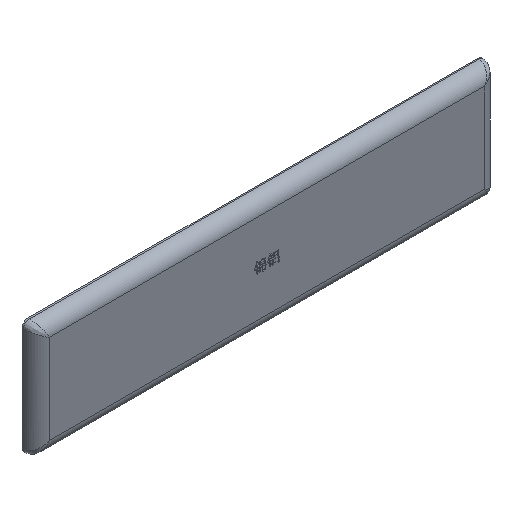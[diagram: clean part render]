
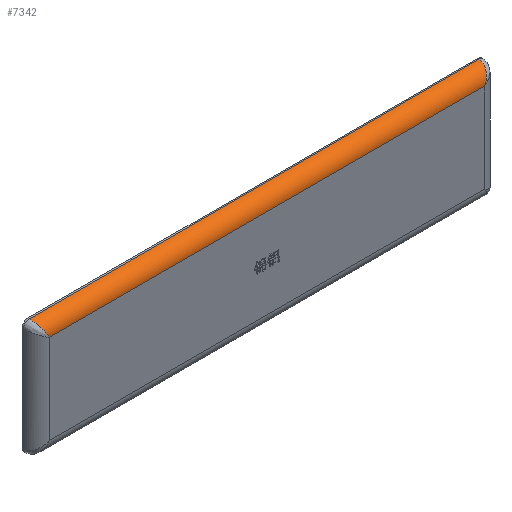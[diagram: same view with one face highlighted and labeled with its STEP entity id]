
A CAD part, isometric view. The second image highlights one B-rep face of the part: STEP entity #7342.
In plain terms, the highlighted cylindrical face has radius 4.5 mm (diameter 9 mm), a partial arc.
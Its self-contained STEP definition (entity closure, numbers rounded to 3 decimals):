
#84 = CARTESIAN_POINT ( 'NONE',  ( 76.759, 0.568, 17.766 ) ) ;
#174 = VECTOR ( 'NONE', #4184, 1000. ) ;
#224 = CARTESIAN_POINT ( 'NONE',  ( -77.878, 3.112, 19.781 ) ) ;
#243 = CARTESIAN_POINT ( 'NONE',  ( -77.271, 1.324, 18.688 ) ) ;
#272 = CARTESIAN_POINT ( 'NONE',  ( -76.422, 0.317, 17.16 ) ) ;
#295 = CARTESIAN_POINT ( 'NONE',  ( -75.855, 0.042, 16.139 ) ) ;
#439 = CYLINDRICAL_SURFACE ( 'NONE', #2077, 4.5 ) ;
#464 = EDGE_CURVE ( 'NONE', #7307, #5361, #1707, .T. ) ;
#647 = CARTESIAN_POINT ( 'NONE',  ( 78., 4.5, 20. ) ) ;
#674 = CARTESIAN_POINT ( 'NONE',  ( 75.827, 0., 16.089 ) ) ;
#813 = CARTESIAN_POINT ( 'NONE',  ( -77.839, 2.912, 19.711 ) ) ;
#839 = CARTESIAN_POINT ( 'NONE',  ( -77.035, 0.936, 18.265 ) ) ;
#856 = CARTESIAN_POINT ( 'NONE',  ( -76.281, 0.223, 16.907 ) ) ;
#874 = CARTESIAN_POINT ( 'NONE',  ( -75.5, 0., 15.5 ) ) ;
#1394 = CARTESIAN_POINT ( 'NONE',  ( -77.688, 2.304, 19.439 ) ) ;
#1401 = CARTESIAN_POINT ( 'NONE',  ( 75.5, 0., 15.5 ) ) ;
#1412 = CARTESIAN_POINT ( 'NONE',  ( -76.749, 0.599, 17.748 ) ) ;
#1437 = CARTESIAN_POINT ( 'NONE',  ( -76.125, 0.142, 16.625 ) ) ;
#1562 = EDGE_CURVE ( 'NONE', #5361, #2411, #5834, .T. ) ;
#1707 = LINE ( 'NONE', #3731, #174 ) ;
#1797 = CARTESIAN_POINT ( 'NONE',  ( 77.92, 3.333, 19.856 ) ) ;
#1967 = CARTESIAN_POINT ( 'NONE',  ( -77.499, 1.793, 19.098 ) ) ;
#1994 = CARTESIAN_POINT ( 'NONE',  ( -78., 4.5, 15.5 ) ) ;
#1999 = CARTESIAN_POINT ( 'NONE',  ( -76.59, 0.449, 17.462 ) ) ;
#2019 = CARTESIAN_POINT ( 'NONE',  ( -76.031, 0.102, 16.456 ) ) ;
#2028 = EDGE_CURVE ( 'NONE', #2411, #4447, #6813, .T. ) ;
#2077 = AXIS2_PLACEMENT_3D ( 'NONE', #1994, #6447, #5898 ) ;
#2103 = CARTESIAN_POINT ( 'NONE',  ( -75.5, 0., 15.5 ) ) ;
#2150 = FACE_OUTER_BOUND ( 'NONE', #4130, .T. ) ;
#2248 = DIRECTION ( 'NONE',  ( 1., 0., 0. ) ) ;
#2369 = CARTESIAN_POINT ( 'NONE',  ( 77.747, 2.506, 19.545 ) ) ;
#2411 = VERTEX_POINT ( 'NONE', #2103 ) ;
#2531 = CARTESIAN_POINT ( 'NONE',  ( 78., 4.5, 20. ) ) ;
#2537 = CARTESIAN_POINT ( 'NONE',  ( -77.374, 1.52, 18.874 ) ) ;
#2556 = CARTESIAN_POINT ( 'NONE',  ( -76.496, 0.372, 17.292 ) ) ;
#2575 = CARTESIAN_POINT ( 'NONE',  ( -75.974, 0.082, 16.354 ) ) ;
#2926 = CARTESIAN_POINT ( 'NONE',  ( 77.488, 1.755, 19.078 ) ) ;
#3050 = CARTESIAN_POINT ( 'NONE',  ( -78., 4.221, 20. ) ) ;
#3075 = CARTESIAN_POINT ( 'NONE',  ( -77.941, 3.523, 19.895 ) ) ;
#3090 = CARTESIAN_POINT ( 'NONE',  ( -77.295, 1.368, 18.731 ) ) ;
#3114 = CARTESIAN_POINT ( 'NONE',  ( -76.439, 0.33, 17.191 ) ) ;
#3140 = CARTESIAN_POINT ( 'NONE',  ( -75.96, 0.077, 16.329 ) ) ;
#3504 = CARTESIAN_POINT ( 'NONE',  ( 77.036, 0.901, 18.265 ) ) ;
#3633 = CARTESIAN_POINT ( 'NONE',  ( -77.89, 3.18, 19.803 ) ) ;
#3663 = CARTESIAN_POINT ( 'NONE',  ( -77.276, 1.332, 18.696 ) ) ;
#3683 = CARTESIAN_POINT ( 'NONE',  ( -76.426, 0.32, 17.166 ) ) ;
#3700 = CARTESIAN_POINT ( 'NONE',  ( -75.956, 0.075, 16.32 ) ) ;
#3731 = CARTESIAN_POINT ( 'NONE',  ( -78., 4.5, 20. ) ) ;
#3811 = ORIENTED_EDGE ( 'NONE', *, *, #464, .T. ) ;
#4029 = CARTESIAN_POINT ( 'NONE',  ( 78., 4.205, 20. ) ) ;
#4046 = CARTESIAN_POINT ( 'NONE',  ( 76.154, 0.117, 16.678 ) ) ;
#4055 = EDGE_CURVE ( 'NONE', #7307, #4447, #5803, .T. ) ;
#4094 = ORIENTED_EDGE ( 'NONE', *, *, #4055, .F. ) ;
#4130 = EDGE_LOOP ( 'NONE', ( #4987, #5237, #4094, #3811 ) ) ;
#4145 = CARTESIAN_POINT ( 'NONE',  ( -78., 4.5, 20. ) ) ;
#4184 = DIRECTION ( 'NONE',  ( -1., 0., 0. ) ) ;
#4202 = CARTESIAN_POINT ( 'NONE',  ( -77.853, 2.977, 19.735 ) ) ;
#4216 = CARTESIAN_POINT ( 'NONE',  ( -77.16, 1.124, 18.488 ) ) ;
#4231 = CARTESIAN_POINT ( 'NONE',  ( -76.354, 0.268, 17.036 ) ) ;
#4261 = CARTESIAN_POINT ( 'NONE',  ( -75.703, 0., 15.866 ) ) ;
#4447 = VERTEX_POINT ( 'NONE', #1401 ) ;
#4633 = CARTESIAN_POINT ( 'NONE',  ( 75.5, 0., 15.5 ) ) ;
#4764 = CARTESIAN_POINT ( 'NONE',  ( -77.765, 2.572, 19.576 ) ) ;
#4789 = CARTESIAN_POINT ( 'NONE',  ( -76.824, 0.68, 17.883 ) ) ;
#4814 = CARTESIAN_POINT ( 'NONE',  ( -76.165, 0.162, 16.697 ) ) ;
#4987 = ORIENTED_EDGE ( 'NONE', *, *, #1562, .T. ) ;
#5165 = CARTESIAN_POINT ( 'NONE',  ( 77.984, 3.911, 19.971 ) ) ;
#5237 = ORIENTED_EDGE ( 'NONE', *, *, #2028, .T. ) ;
#5316 = VECTOR ( 'NONE', #2248, 1000. ) ;
#5319 = CARTESIAN_POINT ( 'NONE',  ( -77.549, 1.918, 19.189 ) ) ;
#5339 = CARTESIAN_POINT ( 'NONE',  ( -76.63, 0.486, 17.535 ) ) ;
#5352 = CARTESIAN_POINT ( 'NONE',  ( -76.063, 0.115, 16.513 ) ) ;
#5361 = VERTEX_POINT ( 'NONE', #4145 ) ;
#5714 = CARTESIAN_POINT ( 'NONE',  ( 77.872, 3.05, 19.77 ) ) ;
#5803 = B_SPLINE_CURVE_WITH_KNOTS ( 'NONE', 3,
 ( #647, #4029, #5165, #1797, #5714, #2369, #6291, #2926, #6852, #3504, #84, #4046, #674, #4633 ),
 .UNSPECIFIED., .F., .F.,
 ( 4, 2, 2, 2, 2, 2, 4 ),
 ( 0., 0.125, 0.25, 0.375, 0.5, 0.75, 1. ),
 .UNSPECIFIED. ) ;
#5834 = B_SPLINE_CURVE_WITH_KNOTS ( 'NONE', 3,
 ( #6425, #3050, #5869, #3075, #6996, #3633, #224, #4202, #813, #4764, #1394, #5319, #1967, #5885, #2537, #6452, #3090, #7016, #3663, #243, #4216, #839, #4789, #1412, #5339, #1999, #5902, #2556, #6480, #3114, #7032, #3683, #272, #4231, #856, #4814, #1437, #5352, #2019, #5930, #2575, #6495, #3140, #7054, #3700, #295, #4261, #874 ),
 .UNSPECIFIED., .F., .F.,
 ( 4, 2, 2, 2, 2, 2, 2, 1, 1, 1, 2, 2, 2, 2, 2, 1, 1, 1, 2, 2, 2, 2, 1, 1, 1, 1, 2, 2, 4 ),
 ( 0., 0.125, 0.188, 0.219, 0.25, 0.375, 0.438, 0.469, 0.484, 0.492, 0.496, 0.5, 0.625, 0.688, 0.719, 0.734, 0.742, 0.746, 0.748, 0.75, 0.813, 0.844, 0.859, 0.867, 0.871, 0.873, 0.874, 0.875, 1. ),
 .UNSPECIFIED. ) ;
#5869 = CARTESIAN_POINT ( 'NONE',  ( -77.985, 3.94, 19.974 ) ) ;
#5885 = CARTESIAN_POINT ( 'NONE',  ( -77.417, 1.61, 18.95 ) ) ;
#5898 = DIRECTION ( 'NONE',  ( 0., 0., -1. ) ) ;
#5902 = CARTESIAN_POINT ( 'NONE',  ( -76.527, 0.397, 17.349 ) ) ;
#5930 = CARTESIAN_POINT ( 'NONE',  ( -75.993, 0.088, 16.388 ) ) ;
#6291 = CARTESIAN_POINT ( 'NONE',  ( 77.67, 2.245, 19.405 ) ) ;
#6425 = CARTESIAN_POINT ( 'NONE',  ( -78., 4.5, 20. ) ) ;
#6447 = DIRECTION ( 'NONE',  ( 1., 0., 0. ) ) ;
#6452 = CARTESIAN_POINT ( 'NONE',  ( -77.322, 1.418, 18.779 ) ) ;
#6480 = CARTESIAN_POINT ( 'NONE',  ( -76.458, 0.344, 17.225 ) ) ;
#6495 = CARTESIAN_POINT ( 'NONE',  ( -75.965, 0.078, 16.336 ) ) ;
#6737 = CARTESIAN_POINT ( 'NONE',  ( -78., 0., 15.5 ) ) ;
#6813 = LINE ( 'NONE', #6737, #5316 ) ;
#6852 = CARTESIAN_POINT ( 'NONE',  ( 77.383, 1.526, 18.89 ) ) ;
#6996 = CARTESIAN_POINT ( 'NONE',  ( -77.923, 3.385, 19.862 ) ) ;
#7016 = CARTESIAN_POINT ( 'NONE',  ( -77.283, 1.346, 18.71 ) ) ;
#7032 = CARTESIAN_POINT ( 'NONE',  ( -76.431, 0.324, 17.176 ) ) ;
#7054 = CARTESIAN_POINT ( 'NONE',  ( -75.958, 0.076, 16.324 ) ) ;
#7307 = VERTEX_POINT ( 'NONE', #2531 ) ;
#7342 = ADVANCED_FACE ( 'NONE', ( #2150 ), #439, .T. ) ;
